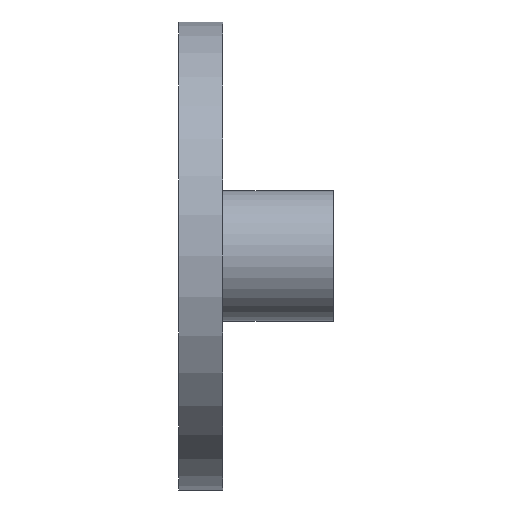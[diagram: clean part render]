
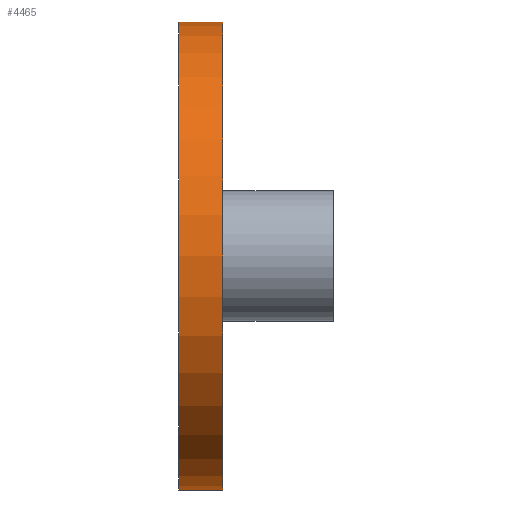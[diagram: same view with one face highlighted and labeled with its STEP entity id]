
A CAD part, left-side view. The second image highlights one B-rep face of the part: STEP entity #4465.
In plain terms, the highlighted cylindrical face has radius 21.2 mm (diameter 42.4 mm), a partial arc.
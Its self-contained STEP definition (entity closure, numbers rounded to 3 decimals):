
#179 = VERTEX_POINT ( 'NONE', #10473 ) ;
#821 = CIRCLE ( 'NONE', #14627, 21.2 ) ;
#1425 = CARTESIAN_POINT ( 'NONE',  ( 0., 0., 21.2 ) ) ;
#1684 = CARTESIAN_POINT ( 'NONE',  ( 0., 0., 0. ) ) ;
#1937 = DIRECTION ( 'NONE',  ( 0., -1., 0. ) ) ;
#2321 = EDGE_CURVE ( 'NONE', #179, #12001, #821, .T. ) ;
#2466 = LINE ( 'NONE', #16639, #15699 ) ;
#2764 = CARTESIAN_POINT ( 'NONE',  ( 0., 4., 0. ) ) ;
#2790 = EDGE_CURVE ( 'NONE', #2928, #11334, #6437, .T. ) ;
#2876 = FACE_OUTER_BOUND ( 'NONE', #10395, .T. ) ;
#2928 = VERTEX_POINT ( 'NONE', #14469 ) ;
#3028 = DIRECTION ( 'NONE',  ( 0., 0., 1. ) ) ;
#3109 = DIRECTION ( 'NONE',  ( 0., 0., 1. ) ) ;
#4465 = ADVANCED_FACE ( 'NONE', ( #2876 ), #15887, .T. ) ;
#5064 = ORIENTED_EDGE ( 'NONE', *, *, #2321, .F. ) ;
#5929 = EDGE_CURVE ( 'NONE', #179, #2928, #2466, .T. ) ;
#6437 = CIRCLE ( 'NONE', #9514, 21.2 ) ;
#7416 = DIRECTION ( 'NONE',  ( 0., -1., 0. ) ) ;
#7694 = CARTESIAN_POINT ( 'NONE',  ( 0., 4., 21.2 ) ) ;
#8420 = DIRECTION ( 'NONE',  ( 0., 1., 0. ) ) ;
#8578 = ORIENTED_EDGE ( 'NONE', *, *, #2790, .T. ) ;
#9426 = AXIS2_PLACEMENT_3D ( 'NONE', #2764, #10943, #13486 ) ;
#9514 = AXIS2_PLACEMENT_3D ( 'NONE', #1684, #13756, #3028 ) ;
#10395 = EDGE_LOOP ( 'NONE', ( #16659, #5064, #16094, #8578 ) ) ;
#10473 = CARTESIAN_POINT ( 'NONE',  ( 0., 4., -21.2 ) ) ;
#10943 = DIRECTION ( 'NONE',  ( 0., -1., 0. ) ) ;
#11334 = VERTEX_POINT ( 'NONE', #1425 ) ;
#12001 = VERTEX_POINT ( 'NONE', #7694 ) ;
#13378 = VECTOR ( 'NONE', #7416, 1000. ) ;
#13486 = DIRECTION ( 'NONE',  ( 0., 0., -1. ) ) ;
#13756 = DIRECTION ( 'NONE',  ( 0., 1., 0. ) ) ;
#14469 = CARTESIAN_POINT ( 'NONE',  ( 0., 0., -21.2 ) ) ;
#14627 = AXIS2_PLACEMENT_3D ( 'NONE', #16467, #8420, #3109 ) ;
#14946 = EDGE_CURVE ( 'NONE', #12001, #11334, #16926, .T. ) ;
#15699 = VECTOR ( 'NONE', #1937, 1000. ) ;
#15887 = CYLINDRICAL_SURFACE ( 'NONE', #9426, 21.2 ) ;
#16094 = ORIENTED_EDGE ( 'NONE', *, *, #5929, .T. ) ;
#16467 = CARTESIAN_POINT ( 'NONE',  ( 0., 4., 0. ) ) ;
#16639 = CARTESIAN_POINT ( 'NONE',  ( 0., 4., -21.2 ) ) ;
#16659 = ORIENTED_EDGE ( 'NONE', *, *, #14946, .F. ) ;
#16926 = LINE ( 'NONE', #16984, #13378 ) ;
#16984 = CARTESIAN_POINT ( 'NONE',  ( 0., 4., 21.2 ) ) ;
